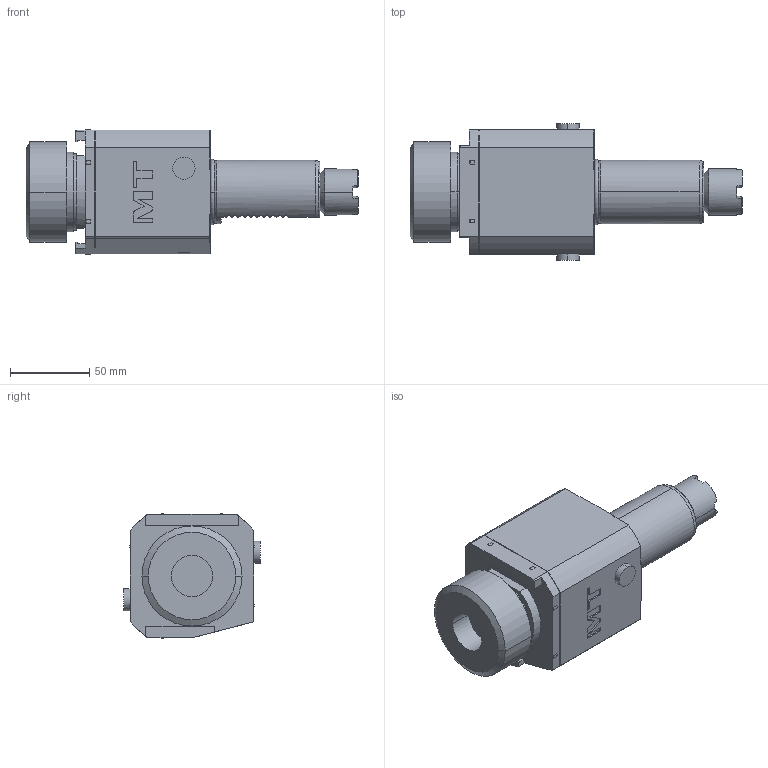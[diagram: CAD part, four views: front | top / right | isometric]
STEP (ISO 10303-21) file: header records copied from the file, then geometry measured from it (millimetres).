
FILE_DESCRIPTION((''),'2;1');
FILE_NAME('OKU1780240_CONF','2024-12-06T16:45:36',('fpalella'),('M.T. srl'),'CREO PARAMETRIC BY PTC INC, 2023352','CREO PARAMETRIC BY PTC INC, 2023352','');
FILE_SCHEMA(('CONFIG_CONTROL_DESIGN'));
Length unit declared in the file: millimetre
Products named in the file (1): OKU1780240_CONF
Bounding box: 208.96 x 86 x 78.23 mm (x, y, z)
Volume: 641074.8 mm3; surface area: 66803.1 mm2
Topology: 1 solids, 1 shells, 299 faces, 774 edges, 506 vertices
Faces by surface type: plane 166, cylinder 95, cone 18, torus 16, extrusion 4
Entity records: 9796 total; most frequent: CARTESIAN_POINT 2452, ORIENTED_EDGE 1540, DIRECTION 1471, EDGE_CURVE 770, AXIS2_PLACEMENT_3D 524, VERTEX_POINT 506, VECTOR 423, LINE 419
